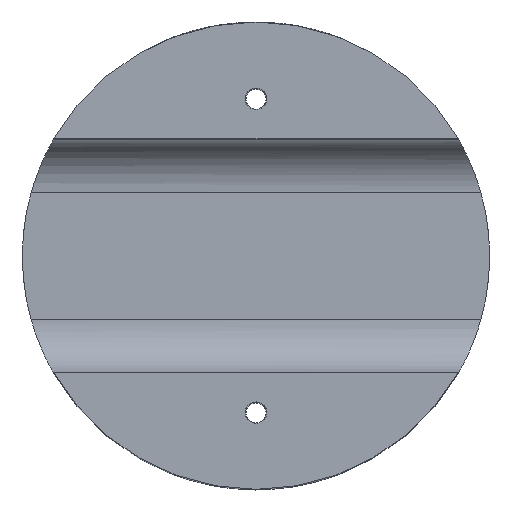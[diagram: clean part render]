
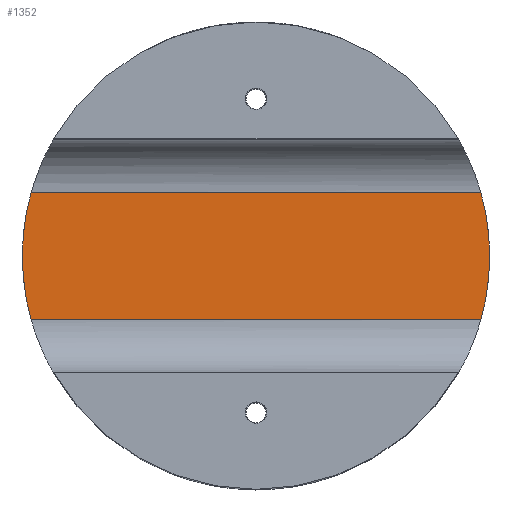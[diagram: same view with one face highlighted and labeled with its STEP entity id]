
A CAD part, top view. The second image highlights one B-rep face of the part: STEP entity #1352.
In plain terms, the highlighted planar face has unit normal (0, 0, 1).
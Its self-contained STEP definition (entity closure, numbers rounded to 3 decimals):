
#3 = CARTESIAN_POINT ( 'NONE',  ( 0., 0., 5. ) ) ;
#26 = DIRECTION ( 'NONE',  ( 0., 0., -1. ) ) ;
#50 = FACE_OUTER_BOUND ( 'NONE', #908, .T. ) ;
#134 = DIRECTION ( 'NONE',  ( -1., 0., 0. ) ) ;
#139 = CARTESIAN_POINT ( 'NONE',  ( -16.843, -4.75, 5. ) ) ;
#170 = CARTESIAN_POINT ( 'NONE',  ( -35., -8.75, 5. ) ) ;
#293 = ORIENTED_EDGE ( 'NONE', *, *, #844, .F. ) ;
#295 = DIRECTION ( 'NONE',  ( -1., 0., 0. ) ) ;
#302 = AXIS2_PLACEMENT_3D ( 'NONE', #3, #906, #134 ) ;
#318 = DIRECTION ( 'NONE',  ( 1., 0., 0. ) ) ;
#331 = CIRCLE ( 'NONE', #1109, 17.5 ) ;
#369 = VERTEX_POINT ( 'NONE', #1234 ) ;
#408 = EDGE_CURVE ( 'NONE', #1250, #771, #1185, .T. ) ;
#444 = CARTESIAN_POINT ( 'NONE',  ( 17.5, 0., 5. ) ) ;
#459 = LINE ( 'NONE', #576, #692 ) ;
#461 = DIRECTION ( 'NONE',  ( 0., 0., -1. ) ) ;
#475 = VERTEX_POINT ( 'NONE', #444 ) ;
#514 = CARTESIAN_POINT ( 'NONE',  ( 16.843, 4.75, 5. ) ) ;
#519 = ORIENTED_EDGE ( 'NONE', *, *, #1201, .F. ) ;
#536 = CARTESIAN_POINT ( 'NONE',  ( -16.843, 4.75, 5. ) ) ;
#562 = AXIS2_PLACEMENT_3D ( 'NONE', #1269, #461, #1389 ) ;
#567 = CIRCLE ( 'NONE', #562, 17.5 ) ;
#576 = CARTESIAN_POINT ( 'NONE',  ( 15.155, -4.75, 5. ) ) ;
#620 = ORIENTED_EDGE ( 'NONE', *, *, #408, .T. ) ;
#681 = CARTESIAN_POINT ( 'NONE',  ( 0., 0., 5. ) ) ;
#692 = VECTOR ( 'NONE', #318, 1000. ) ;
#697 = CIRCLE ( 'NONE', #757, 17.5 ) ;
#757 = AXIS2_PLACEMENT_3D ( 'NONE', #804, #26, #923 ) ;
#771 = VERTEX_POINT ( 'NONE', #536 ) ;
#804 = CARTESIAN_POINT ( 'NONE',  ( 0., 0., 5. ) ) ;
#817 = DIRECTION ( 'NONE',  ( -1., 0., 0. ) ) ;
#844 = EDGE_CURVE ( 'NONE', #1250, #475, #331, .T. ) ;
#858 = VECTOR ( 'NONE', #1247, 1000. ) ;
#891 = ORIENTED_EDGE ( 'NONE', *, *, #977, .T. ) ;
#906 = DIRECTION ( 'NONE',  ( 0., 0., -1. ) ) ;
#908 = EDGE_LOOP ( 'NONE', ( #293, #620, #519, #1436, #891, #1655 ) ) ;
#923 = DIRECTION ( 'NONE',  ( -1., 0., 0. ) ) ;
#942 = PLANE ( 'NONE',  #1486 ) ;
#977 = EDGE_CURVE ( 'NONE', #1610, #369, #459, .T. ) ;
#981 = CARTESIAN_POINT ( 'NONE',  ( -17.5, 0., 5. ) ) ;
#1082 = DIRECTION ( 'NONE',  ( 0., 0., -1. ) ) ;
#1104 = CARTESIAN_POINT ( 'NONE',  ( -15.155, 4.75, 5. ) ) ;
#1108 = EDGE_CURVE ( 'NONE', #475, #369, #567, .T. ) ;
#1109 = AXIS2_PLACEMENT_3D ( 'NONE', #681, #1609, #817 ) ;
#1126 = CIRCLE ( 'NONE', #302, 17.5 ) ;
#1185 = LINE ( 'NONE', #1104, #858 ) ;
#1201 = EDGE_CURVE ( 'NONE', #1404, #771, #1126, .T. ) ;
#1234 = CARTESIAN_POINT ( 'NONE',  ( 16.843, -4.75, 5. ) ) ;
#1247 = DIRECTION ( 'NONE',  ( -1., 0., 0. ) ) ;
#1250 = VERTEX_POINT ( 'NONE', #514 ) ;
#1269 = CARTESIAN_POINT ( 'NONE',  ( 0., 0., 5. ) ) ;
#1352 = ADVANCED_FACE ( 'NONE', ( #50 ), #942, .F. ) ;
#1389 = DIRECTION ( 'NONE',  ( -1., 0., 0. ) ) ;
#1404 = VERTEX_POINT ( 'NONE', #981 ) ;
#1436 = ORIENTED_EDGE ( 'NONE', *, *, #1658, .F. ) ;
#1486 = AXIS2_PLACEMENT_3D ( 'NONE', #170, #1082, #295 ) ;
#1609 = DIRECTION ( 'NONE',  ( 0., 0., -1. ) ) ;
#1610 = VERTEX_POINT ( 'NONE', #139 ) ;
#1655 = ORIENTED_EDGE ( 'NONE', *, *, #1108, .F. ) ;
#1658 = EDGE_CURVE ( 'NONE', #1610, #1404, #697, .T. ) ;
